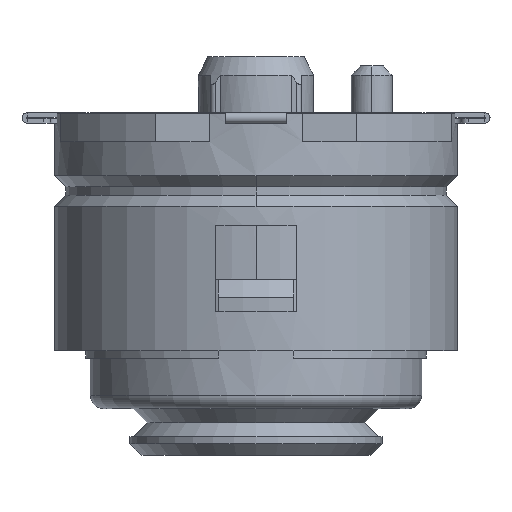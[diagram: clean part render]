
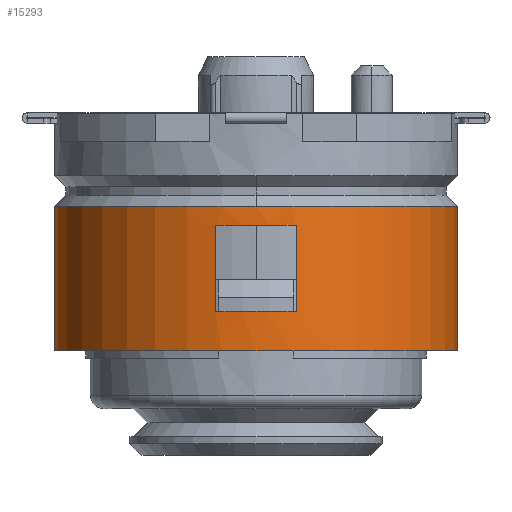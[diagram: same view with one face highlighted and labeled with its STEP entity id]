
A CAD part, left-side view. The second image highlights one B-rep face of the part: STEP entity #15293.
In plain terms, the highlighted cylindrical face has radius 5.461 mm (diameter 10.922 mm), a partial arc.
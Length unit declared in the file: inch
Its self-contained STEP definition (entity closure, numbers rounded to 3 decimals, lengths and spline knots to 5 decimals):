
#2910=CARTESIAN_POINT('',(0.,0.,-0.1));
#2911=DIRECTION('',(0.,0.,1.));
#2912=DIRECTION('',(0.,1.,0.));
#2913=AXIS2_PLACEMENT_3D('',#2910,#2911,#2912);
#2915=CARTESIAN_POINT('',(0.,0.,-0.1));
#2916=DIRECTION('',(0.,0.,1.));
#2917=DIRECTION('',(-1.,0.,0.));
#2918=AXIS2_PLACEMENT_3D('',#2915,#2916,#2917);
#2920=DIRECTION('',(0.,0.,1.));
#2921=VECTOR('',#2920,0.092);
#2922=CARTESIAN_POINT('',(-0.21066,-0.043,-0.212));
#2923=LINE('',#2922,#2921);
#2924=CARTESIAN_POINT('',(0.,0.,-0.12));
#2925=DIRECTION('',(0.,0.,1.));
#2926=DIRECTION('',(-0.98,0.2,0.));
#2927=AXIS2_PLACEMENT_3D('',#2924,#2925,#2926);
#2929=DIRECTION('',(0.,0.,1.));
#2930=VECTOR('',#2929,0.092);
#2931=CARTESIAN_POINT('',(-0.21066,0.043,-0.212));
#2932=LINE('',#2931,#2930);
#2933=CARTESIAN_POINT('',(0.,0.,-0.212));
#2934=DIRECTION('',(0.,0.,1.));
#2935=DIRECTION('',(-0.98,0.2,0.));
#2936=AXIS2_PLACEMENT_3D('',#2933,#2934,#2935);
#2938=DIRECTION('',(0.,0.,-1.));
#2939=VECTOR('',#2938,0.154);
#2940=CARTESIAN_POINT('',(0.,0.215,-0.1));
#2941=LINE('',#2940,#2939);
#2942=DIRECTION('',(0.,0.,-1.));
#2943=VECTOR('',#2942,0.154);
#2944=CARTESIAN_POINT('',(0.,-0.215,-0.1));
#2945=LINE('',#2944,#2943);
#2979=CARTESIAN_POINT('',(0.,0.,-0.254));
#2980=DIRECTION('',(0.,0.,1.));
#2981=DIRECTION('',(0.,1.,0.));
#2982=AXIS2_PLACEMENT_3D('',#2979,#2980,#2981);
#10183=CARTESIAN_POINT('',(0.,0.215,-0.254));
#10184=CARTESIAN_POINT('',(0.,-0.215,-0.254));
#10185=VERTEX_POINT('',#10183);
#10186=VERTEX_POINT('',#10184);
#10187=CARTESIAN_POINT('',(-0.21066,-0.043,-0.212));
#10188=CARTESIAN_POINT('',(-0.21066,-0.043,-0.12));
#10189=VERTEX_POINT('',#10187);
#10190=VERTEX_POINT('',#10188);
#10191=CARTESIAN_POINT('',(-0.21066,0.043,-0.12));
#10192=VERTEX_POINT('',#10191);
#10193=CARTESIAN_POINT('',(-0.21066,0.043,-0.212));
#10194=VERTEX_POINT('',#10193);
#10199=CARTESIAN_POINT('',(0.,0.215,-0.1));
#10200=VERTEX_POINT('',#10199);
#10201=CARTESIAN_POINT('',(0.,-0.215,-0.1));
#10202=VERTEX_POINT('',#10201);
#10855=CARTESIAN_POINT('',(-0.215,0.,-0.1));
#10856=VERTEX_POINT('',#10855);
#15267=CARTESIAN_POINT('',(0.,0.,-0.26665));
#15268=DIRECTION('',(0.,0.,1.));
#15269=DIRECTION('',(0.,-1.,0.));
#15270=AXIS2_PLACEMENT_3D('',#15267,#15268,#15269);
#15271=CYLINDRICAL_SURFACE('',#15270,0.215);
#15273=ORIENTED_EDGE('',*,*,#15272,.F.);
#15275=ORIENTED_EDGE('',*,*,#15274,.T.);
#15276=ORIENTED_EDGE('',*,*,#15255,.T.);
#15278=ORIENTED_EDGE('',*,*,#15277,.T.);
#15280=ORIENTED_EDGE('',*,*,#15279,.F.);
#15281=EDGE_LOOP('',(#15273,#15275,#15276,#15278,#15280));
#15282=FACE_OUTER_BOUND('',#15281,.F.);
#15284=ORIENTED_EDGE('',*,*,#15283,.T.);
#15286=ORIENTED_EDGE('',*,*,#15285,.F.);
#15288=ORIENTED_EDGE('',*,*,#15287,.F.);
#15290=ORIENTED_EDGE('',*,*,#15289,.T.);
#15291=EDGE_LOOP('',(#15284,#15286,#15288,#15290));
#15292=FACE_BOUND('',#15291,.F.);
#15293=ADVANCED_FACE('',(#15282,#15292),#15271,.T.);
#2914=CIRCLE('',#2913,0.215);
#2919=CIRCLE('',#2918,0.215);
#2928=CIRCLE('',#2927,0.215);
#2937=CIRCLE('',#2936,0.215);
#2983=CIRCLE('',#2982,0.215);
#15255=EDGE_CURVE('',#10856,#10202,#2919,.T.);
#15272=EDGE_CURVE('',#10200,#10185,#2941,.T.);
#15274=EDGE_CURVE('',#10200,#10856,#2914,.T.);
#15277=EDGE_CURVE('',#10202,#10186,#2945,.T.);
#15279=EDGE_CURVE('',#10185,#10186,#2983,.T.);
#15283=EDGE_CURVE('',#10189,#10190,#2923,.T.);
#15285=EDGE_CURVE('',#10192,#10190,#2928,.T.);
#15287=EDGE_CURVE('',#10194,#10192,#2932,.T.);
#15289=EDGE_CURVE('',#10194,#10189,#2937,.T.);
